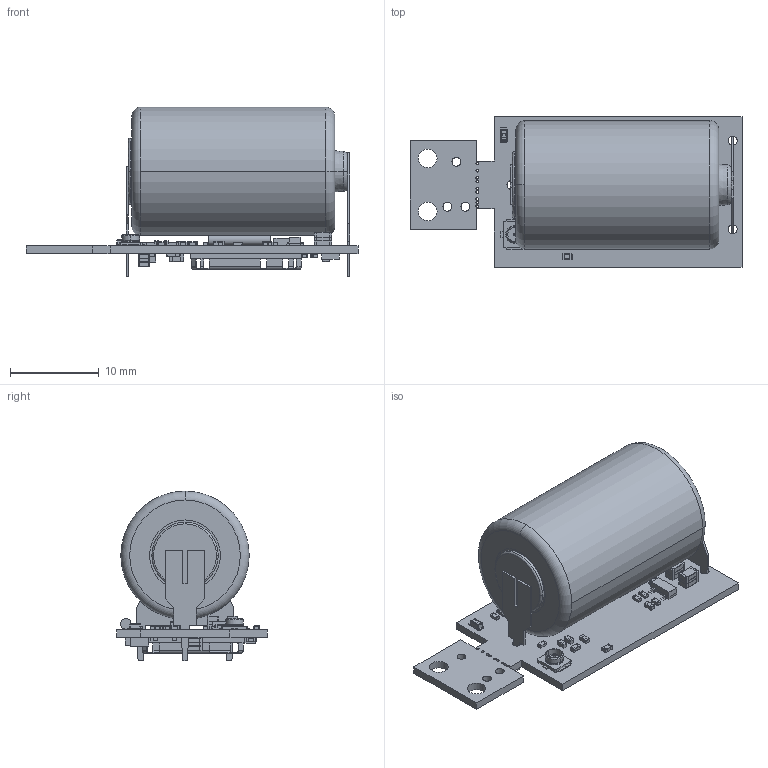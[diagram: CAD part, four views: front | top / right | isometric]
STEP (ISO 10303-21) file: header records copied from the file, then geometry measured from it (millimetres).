
FILE_DESCRIPTION(('Open CASCADE Model'),'2;1');
FILE_NAME('Open CASCADE Shape Model','2019-07-15T11:03:45',('Author'),( 'Open CASCADE'),'Open CASCADE STEP processor 6.8','Open CASCADE 6.8' ,'Unknown');
FILE_SCHEMA(('AUTOMOTIVE_DESIGN { 1 0 10303 214 1 1 1 1 }'));
Length unit declared in the file: millimetre
Products named in the file (137): PCB; Board; Open CASCADE STEP translator 6.8 2.1.1; S1; 7284601648; Cylinder; R11; 6900168912; Mid_Body; Terminal; Open_CASCADE_STEP_translator_6.8_3.2.1; Mark; R15; 7139659664; R14; 6900155312; R13; R10; L2; 7159802720; Open_CASCADE_STEP_translator_6.8_1.1.1; Open_CASCADE_STEP_translator_6.8_1.1.2; Open_CASCADE_STEP_translator_6.8_1.2.1; L1; CON2; SW3dPS-UFL-R-SMD; SW3dPS-UFL-R-SMD_Part_525; SW3dPS-UFL-R-SMD_Part_540; SW3dPS-UFL-R-SMD_Part_739; SW3dPS-UFL-R-SMD_Part_555; SW3dPS-UFL-R-SMD_Part_578; SW3dPS-UFL-R-SMD_Part_562; C18; 7139671104; Open_CASCADE_STEP_translator_6.8_4.1.1; Open_CASCADE_STEP_translator_6.8_4.1.2; Open_CASCADE_STEP_translator_6.8_4.2.1; C17; 7131242528; R9 ...
Assembly tree (173 placements, depth 6):
  PCB
    Board
      Open CASCADE STEP translator 6.8 2.1.1
    S1
      7284601648
        Cylinder
    R11
      6900168912
        Mid_Body
        Terminal  x2
          Open_CASCADE_STEP_translator_6.8_3.2.1
        Mark
    R15
      7139659664
        Mid_Body
        Terminal  x2
          Open_CASCADE_STEP_translator_6.8_3.2.1
        Mark
    R14
      6900155312
        Mid_Body
        Terminal  x2
          Open_CASCADE_STEP_translator_6.8_3.2.1
        Mark
    R13
      6900168912
        Mid_Body
        Terminal  x2
          Open_CASCADE_STEP_translator_6.8_3.2.1
        Mark
    R10
      6900155312
        Mid_Body
        Terminal  x2
          Open_CASCADE_STEP_translator_6.8_3.2.1
        Mark
    L2
      7159802720
        Terminal
          Open_CASCADE_STEP_translator_6.8_1.1.1
          Open_CASCADE_STEP_translator_6.8_1.1.2
        Mid_Body
          Open_CASCADE_STEP_translator_6.8_1.2.1
    L1
      7159802720
        Terminal
          Open_CASCADE_STEP_translator_6.8_1.1.1
          Open_CASCADE_STEP_translator_6.8_1.1.2
        Mid_Body
          Open_CASCADE_STEP_translator_6.8_1.2.1
    CON2
      SW3dPS-UFL-R-SMD
        SW3dPS-UFL-R-SMD_Part_525
        SW3dPS-UFL-R-SMD_Part_540
        SW3dPS-UFL-R-SMD_Part_739
        SW3dPS-UFL-R-SMD_Part_555
        SW3dPS-UFL-R-SMD_Part_578
        SW3dPS-UFL-R-SMD_Part_562
    C18
      7139671104
Bounding box: 37.5 x 17 x 19.17 mm (x, y, z)
Volume: 4467.2 mm3; surface area: 3879.9 mm2
Topology: 137 solids, 138 shells, 2595 faces, 6069 edges, 3640 vertices
Faces by surface type: plane 1602, cylinder 584, bspline 223, sphere 168, cone 10, torus 8
Full cylindrical faces by diameter (mm): 0.3 x9, 0.4 x2, 0.5 x2, 0.995 x3, 1 x3, 1.2 x1, 2.1 x2
Entity records: 62512 total; most frequent: CARTESIAN_POINT 19760, ORIENTED_EDGE 7138, DIRECTION 6632, EDGE_CURVE 3569, LINE 2628, VECTOR 2628, VERTEX_POINT 2256, AXIS2_PLACEMENT_3D 2002
